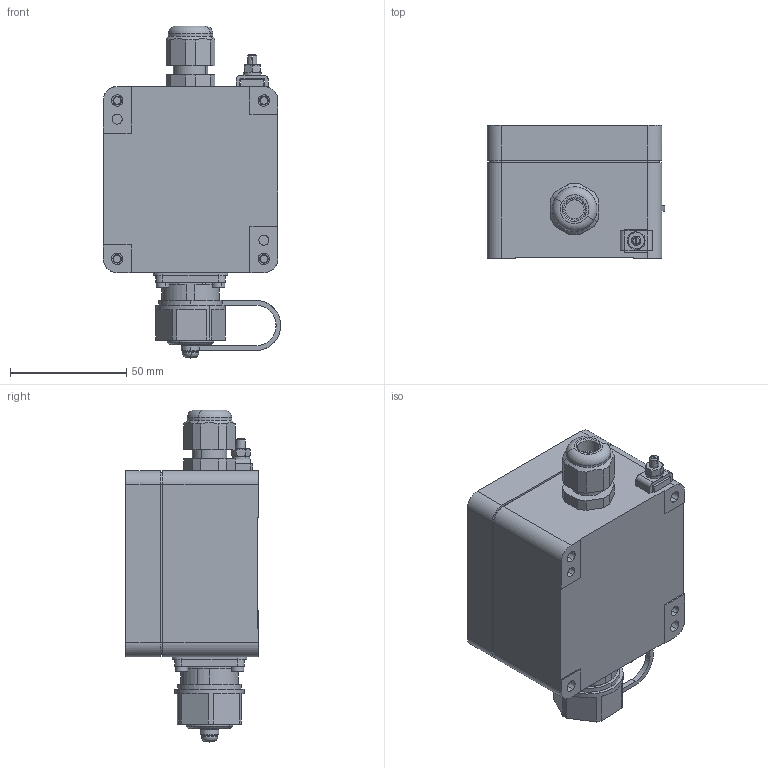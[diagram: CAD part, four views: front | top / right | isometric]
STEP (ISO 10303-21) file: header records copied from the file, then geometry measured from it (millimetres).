
FILE_DESCRIPTION(('CATIA V5 STEP Exchange','CAx-IF Rec.Pracs.--- Model Styling and Organization---1.4--- 2014-01-23'),'2;1');
FILE_NAME ('028693-3_0', '2020-08-17T05:32:40+00:00', ('none'), ('Weidmueller'), 'CATIA Version 5-6 Release 2016 SP3 HF44', 'CATIA V5 STEP AP214', 'none');
FILE_SCHEMA(('AUTOMOTIVE_DESIGN { 1 0 10303 214 1 1 1 1 }'));
Length unit declared in the file: millimetre
Products named in the file (1): 1966300000
Bounding box: 76.26 x 57 x 142.59 mm (x, y, z)
Volume: 132832.9 mm3; surface area: 85605 mm2
Topology: 15 solids, 15 shells, 958 faces, 2396 edges, 1554 vertices
Faces by surface type: cylinder 466, plane 351, cone 81, torus 56, sphere 4
Entity records: 29272 total; most frequent: CARTESIAN_POINT 7188, ORIENTED_EDGE 4772, DIRECTION 3859, EDGE_CURVE 2386, AXIS2_PLACEMENT_3D 1865, VERTEX_POINT 1552, VECTOR 1146, LINE 1146
